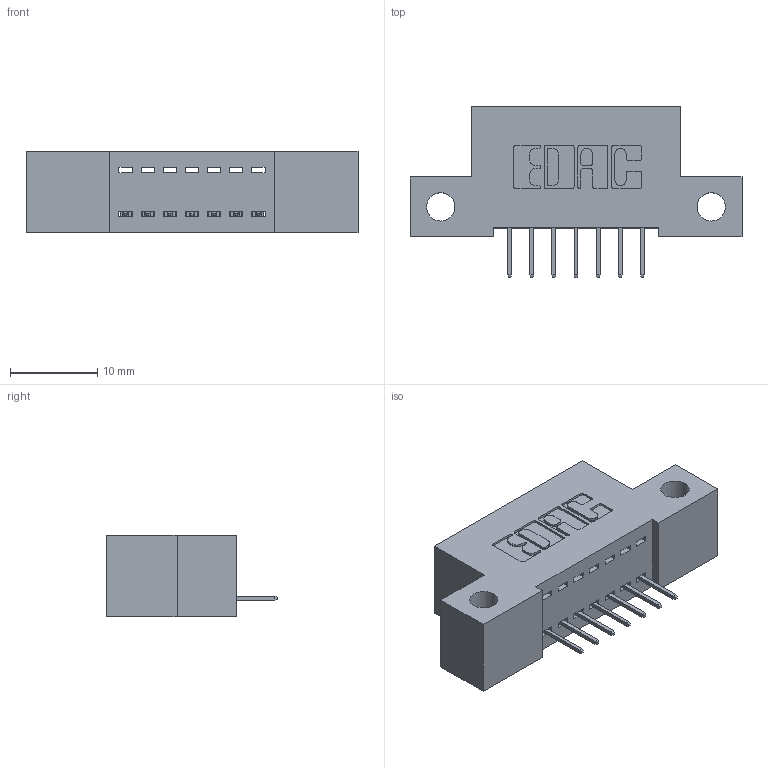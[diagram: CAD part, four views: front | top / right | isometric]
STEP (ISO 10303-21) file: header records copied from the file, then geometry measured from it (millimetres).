
FILE_DESCRIPTION (( 'STEP AP203' ), '1' );
FILE_NAME ('392-007-524-112.STEP', '2018-08-14T18:05:19', ( '' ), ( '' ), 'SwSTEP 2.0', 'SolidWorks 2016', '' );
FILE_SCHEMA (( 'CONFIG_CONTROL_DESIGN' ));
Length unit declared in the file: inch
Products named in the file (3): 345-292-001_345-293-124; 342 Part_Side Mount; 392-007-524-112
Assembly tree (8 placements, depth 2):
  392-007-524-112
    342 Part_Side Mount
    345-292-001_345-293-124  x7
Bounding box: 38.1 x 19.69 x 9.4 mm (x, y, z)
Volume: 3110.1 mm3; surface area: 3664.6 mm2
Topology: 8 solids, 8 shells, 544 faces, 1559 edges, 1010 vertices
Faces by surface type: plane 402, cylinder 142
Entity records: 8751 total; most frequent: CARTESIAN_POINT 1519, ORIENTED_EDGE 1462, DIRECTION 1353, EDGE_CURVE 731, VECTOR 607, LINE 607, VERTEX_POINT 482, AXIS2_PLACEMENT_3D 373
